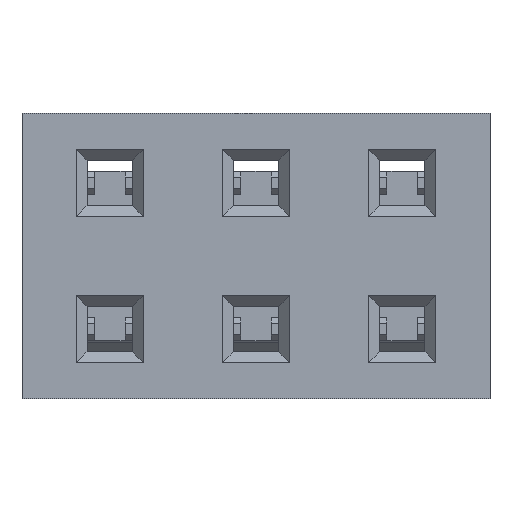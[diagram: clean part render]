
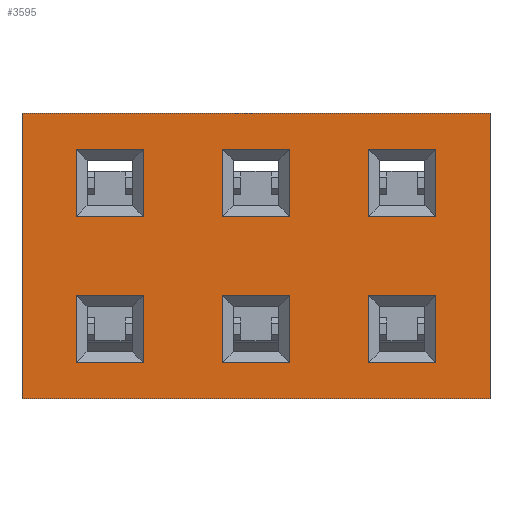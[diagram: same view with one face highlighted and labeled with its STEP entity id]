
A CAD part, front view. The second image highlights one B-rep face of the part: STEP entity #3595.
In plain terms, the highlighted face is planar.
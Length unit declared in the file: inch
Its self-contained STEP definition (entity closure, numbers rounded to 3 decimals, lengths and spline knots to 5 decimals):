
#217=FACE_BOUND('',#420,.T.);
#218=FACE_BOUND('',#421,.T.);
#219=FACE_BOUND('',#422,.T.);
#220=FACE_BOUND('',#423,.T.);
#221=FACE_BOUND('',#424,.T.);
#222=FACE_BOUND('',#425,.T.);
#235=FACE_OUTER_BOUND('',#419,.T.);
#419=EDGE_LOOP('',(#2421,#2422,#2423,#2424));
#420=EDGE_LOOP('',(#2425,#2426,#2427,#2428));
#421=EDGE_LOOP('',(#2429,#2430,#2431,#2432));
#422=EDGE_LOOP('',(#2433,#2434,#2435,#2436));
#423=EDGE_LOOP('',(#2437,#2438,#2439,#2440));
#424=EDGE_LOOP('',(#2441,#2442,#2443,#2444));
#425=EDGE_LOOP('',(#2445,#2446,#2447,#2448));
#611=LINE('',#4986,#1079);
#615=LINE('',#4993,#1083);
#616=LINE('',#4996,#1084);
#620=LINE('',#5002,#1088);
#626=LINE('',#5016,#1094);
#627=LINE('',#5018,#1095);
#628=LINE('',#5020,#1096);
#629=LINE('',#5021,#1097);
#630=LINE('',#5024,#1098);
#631=LINE('',#5026,#1099);
#632=LINE('',#5028,#1100);
#633=LINE('',#5029,#1101);
#634=LINE('',#5032,#1102);
#635=LINE('',#5034,#1103);
#636=LINE('',#5036,#1104);
#637=LINE('',#5037,#1105);
#638=LINE('',#5040,#1106);
#639=LINE('',#5042,#1107);
#640=LINE('',#5044,#1108);
#641=LINE('',#5045,#1109);
#642=LINE('',#5048,#1110);
#643=LINE('',#5050,#1111);
#644=LINE('',#5052,#1112);
#645=LINE('',#5053,#1113);
#646=LINE('',#5056,#1114);
#647=LINE('',#5058,#1115);
#648=LINE('',#5060,#1116);
#649=LINE('',#5061,#1117);
#1079=VECTOR('',#4043,0.3937);
#1083=VECTOR('',#4049,0.3937);
#1084=VECTOR('',#4052,0.3937);
#1088=VECTOR('',#4058,0.3937);
#1094=VECTOR('',#4070,39.37008);
#1095=VECTOR('',#4071,39.37008);
#1096=VECTOR('',#4072,39.37008);
#1097=VECTOR('',#4073,39.37008);
#1098=VECTOR('',#4074,0.3937);
#1099=VECTOR('',#4075,0.3937);
#1100=VECTOR('',#4076,0.3937);
#1101=VECTOR('',#4077,0.3937);
#1102=VECTOR('',#4078,0.3937);
#1103=VECTOR('',#4079,0.3937);
#1104=VECTOR('',#4080,0.3937);
#1105=VECTOR('',#4081,0.3937);
#1106=VECTOR('',#4082,0.3937);
#1107=VECTOR('',#4083,0.3937);
#1108=VECTOR('',#4084,0.3937);
#1109=VECTOR('',#4085,0.3937);
#1110=VECTOR('',#4086,0.3937);
#1111=VECTOR('',#4087,0.3937);
#1112=VECTOR('',#4088,0.3937);
#1113=VECTOR('',#4089,0.3937);
#1114=VECTOR('',#4090,0.3937);
#1115=VECTOR('',#4091,0.3937);
#1116=VECTOR('',#4092,0.3937);
#1117=VECTOR('',#4093,0.3937);
#1547=VERTEX_POINT('',#4983);
#1548=VERTEX_POINT('',#4985);
#1550=VERTEX_POINT('',#4991);
#1551=VERTEX_POINT('',#4995);
#1556=VERTEX_POINT('',#5014);
#1557=VERTEX_POINT('',#5015);
#1558=VERTEX_POINT('',#5017);
#1559=VERTEX_POINT('',#5019);
#1560=VERTEX_POINT('',#5022);
#1561=VERTEX_POINT('',#5023);
#1562=VERTEX_POINT('',#5025);
#1563=VERTEX_POINT('',#5027);
#1564=VERTEX_POINT('',#5030);
#1565=VERTEX_POINT('',#5031);
#1566=VERTEX_POINT('',#5033);
#1567=VERTEX_POINT('',#5035);
#1568=VERTEX_POINT('',#5038);
#1569=VERTEX_POINT('',#5039);
#1570=VERTEX_POINT('',#5041);
#1571=VERTEX_POINT('',#5043);
#1572=VERTEX_POINT('',#5046);
#1573=VERTEX_POINT('',#5047);
#1574=VERTEX_POINT('',#5049);
#1575=VERTEX_POINT('',#5051);
#1576=VERTEX_POINT('',#5054);
#1577=VERTEX_POINT('',#5055);
#1578=VERTEX_POINT('',#5057);
#1579=VERTEX_POINT('',#5059);
#1883=EDGE_CURVE('',#1547,#1548,#611,.T.);
#1887=EDGE_CURVE('',#1550,#1547,#615,.T.);
#1888=EDGE_CURVE('',#1548,#1551,#616,.T.);
#1892=EDGE_CURVE('',#1551,#1550,#620,.T.);
#1898=EDGE_CURVE('',#1556,#1557,#626,.T.);
#1899=EDGE_CURVE('',#1557,#1558,#627,.T.);
#1900=EDGE_CURVE('',#1558,#1559,#628,.T.);
#1901=EDGE_CURVE('',#1559,#1556,#629,.T.);
#1902=EDGE_CURVE('',#1560,#1561,#630,.T.);
#1903=EDGE_CURVE('',#1562,#1560,#631,.T.);
#1904=EDGE_CURVE('',#1563,#1562,#632,.T.);
#1905=EDGE_CURVE('',#1561,#1563,#633,.T.);
#1906=EDGE_CURVE('',#1564,#1565,#634,.T.);
#1907=EDGE_CURVE('',#1566,#1564,#635,.T.);
#1908=EDGE_CURVE('',#1567,#1566,#636,.T.);
#1909=EDGE_CURVE('',#1565,#1567,#637,.T.);
#1910=EDGE_CURVE('',#1568,#1569,#638,.T.);
#1911=EDGE_CURVE('',#1570,#1568,#639,.T.);
#1912=EDGE_CURVE('',#1571,#1570,#640,.T.);
#1913=EDGE_CURVE('',#1569,#1571,#641,.T.);
#1914=EDGE_CURVE('',#1572,#1573,#642,.T.);
#1915=EDGE_CURVE('',#1574,#1572,#643,.T.);
#1916=EDGE_CURVE('',#1575,#1574,#644,.T.);
#1917=EDGE_CURVE('',#1573,#1575,#645,.T.);
#1918=EDGE_CURVE('',#1576,#1577,#646,.T.);
#1919=EDGE_CURVE('',#1578,#1576,#647,.T.);
#1920=EDGE_CURVE('',#1579,#1578,#648,.T.);
#1921=EDGE_CURVE('',#1577,#1579,#649,.T.);
#2421=ORIENTED_EDGE('',*,*,#1898,.T.);
#2422=ORIENTED_EDGE('',*,*,#1899,.T.);
#2423=ORIENTED_EDGE('',*,*,#1900,.T.);
#2424=ORIENTED_EDGE('',*,*,#1901,.T.);
#2425=ORIENTED_EDGE('',*,*,#1902,.F.);
#2426=ORIENTED_EDGE('',*,*,#1903,.F.);
#2427=ORIENTED_EDGE('',*,*,#1904,.F.);
#2428=ORIENTED_EDGE('',*,*,#1905,.F.);
#2429=ORIENTED_EDGE('',*,*,#1906,.F.);
#2430=ORIENTED_EDGE('',*,*,#1907,.F.);
#2431=ORIENTED_EDGE('',*,*,#1908,.F.);
#2432=ORIENTED_EDGE('',*,*,#1909,.F.);
#2433=ORIENTED_EDGE('',*,*,#1910,.F.);
#2434=ORIENTED_EDGE('',*,*,#1911,.F.);
#2435=ORIENTED_EDGE('',*,*,#1912,.F.);
#2436=ORIENTED_EDGE('',*,*,#1913,.F.);
#2437=ORIENTED_EDGE('',*,*,#1914,.F.);
#2438=ORIENTED_EDGE('',*,*,#1915,.F.);
#2439=ORIENTED_EDGE('',*,*,#1916,.F.);
#2440=ORIENTED_EDGE('',*,*,#1917,.F.);
#2441=ORIENTED_EDGE('',*,*,#1918,.F.);
#2442=ORIENTED_EDGE('',*,*,#1919,.F.);
#2443=ORIENTED_EDGE('',*,*,#1920,.F.);
#2444=ORIENTED_EDGE('',*,*,#1921,.F.);
#2445=ORIENTED_EDGE('',*,*,#1883,.F.);
#2446=ORIENTED_EDGE('',*,*,#1887,.F.);
#2447=ORIENTED_EDGE('',*,*,#1892,.F.);
#2448=ORIENTED_EDGE('',*,*,#1888,.F.);
#3435=PLANE('',#3806);
#3595=ADVANCED_FACE('',(#235,#217,#218,#219,#220,#221,#222),#3435,.T.);
#3806=AXIS2_PLACEMENT_3D('',#5013,#4068,#4069);
#4043=DIRECTION('',(0.,0.,-1.));
#4049=DIRECTION('',(1.,0.,0.));
#4052=DIRECTION('',(-1.,0.,0.));
#4058=DIRECTION('',(0.,0.,1.));
#4068=DIRECTION('center_axis',(0.,1.,0.));
#4069=DIRECTION('ref_axis',(0.,0.,1.));
#4070=DIRECTION('',(-1.,0.,0.));
#4071=DIRECTION('',(0.,0.,1.));
#4072=DIRECTION('',(1.,0.,0.));
#4073=DIRECTION('',(0.,0.,-1.));
#4074=DIRECTION('',(-1.,0.,0.));
#4075=DIRECTION('',(0.,0.,-1.));
#4076=DIRECTION('',(1.,0.,0.));
#4077=DIRECTION('',(0.,0.,1.));
#4078=DIRECTION('',(0.,0.,-1.));
#4079=DIRECTION('',(1.,0.,0.));
#4080=DIRECTION('',(0.,0.,1.));
#4081=DIRECTION('',(-1.,0.,0.));
#4082=DIRECTION('',(0.,0.,-1.));
#4083=DIRECTION('',(1.,0.,0.));
#4084=DIRECTION('',(0.,0.,1.));
#4085=DIRECTION('',(-1.,0.,0.));
#4086=DIRECTION('',(-1.,0.,0.));
#4087=DIRECTION('',(0.,0.,-1.));
#4088=DIRECTION('',(1.,0.,0.));
#4089=DIRECTION('',(0.,0.,1.));
#4090=DIRECTION('',(-1.,0.,0.));
#4091=DIRECTION('',(0.,0.,-1.));
#4092=DIRECTION('',(1.,0.,0.));
#4093=DIRECTION('',(0.,0.,1.));
#4983=CARTESIAN_POINT('',(0.023,0.335,0.073));
#4985=CARTESIAN_POINT('',(0.023,0.335,0.027));
#4986=CARTESIAN_POINT('',(0.023,0.335,0.03275));
#4991=CARTESIAN_POINT('',(-0.023,0.335,0.073));
#4993=CARTESIAN_POINT('',(-0.00775,0.335,0.073));
#4995=CARTESIAN_POINT('',(-0.023,0.335,0.027));
#4996=CARTESIAN_POINT('',(0.00775,0.335,0.027));
#5002=CARTESIAN_POINT('',(-0.023,0.335,0.01725));
#5013=CARTESIAN_POINT('Origin',(0.,0.335,0.));
#5014=CARTESIAN_POINT('',(0.16,0.335,-0.0975));
#5015=CARTESIAN_POINT('',(-0.16,0.335,-0.0975));
#5016=CARTESIAN_POINT('',(0.16,0.335,-0.0975));
#5017=CARTESIAN_POINT('',(-0.16,0.335,0.0975));
#5018=CARTESIAN_POINT('',(-0.16,0.335,-0.0975));
#5019=CARTESIAN_POINT('',(0.16,0.335,0.0975));
#5020=CARTESIAN_POINT('',(-0.16,0.335,0.0975));
#5021=CARTESIAN_POINT('',(0.16,0.335,0.0975));
#5022=CARTESIAN_POINT('',(0.123,0.335,0.027));
#5023=CARTESIAN_POINT('',(0.077,0.335,0.027));
#5024=CARTESIAN_POINT('',(0.05775,0.335,0.027));
#5025=CARTESIAN_POINT('',(0.123,0.335,0.073));
#5026=CARTESIAN_POINT('',(0.123,0.335,0.03275));
#5027=CARTESIAN_POINT('',(0.077,0.335,0.073));
#5028=CARTESIAN_POINT('',(0.04225,0.335,0.073));
#5029=CARTESIAN_POINT('',(0.077,0.335,0.01725));
#5030=CARTESIAN_POINT('',(0.023,0.335,-0.027));
#5031=CARTESIAN_POINT('',(0.023,0.335,-0.073));
#5032=CARTESIAN_POINT('',(0.023,0.335,-0.01725));
#5033=CARTESIAN_POINT('',(-0.023,0.335,-0.027));
#5034=CARTESIAN_POINT('',(-0.00775,0.335,-0.027));
#5035=CARTESIAN_POINT('',(-0.023,0.335,-0.073));
#5036=CARTESIAN_POINT('',(-0.023,0.335,-0.03275));
#5037=CARTESIAN_POINT('',(0.00775,0.335,-0.073));
#5038=CARTESIAN_POINT('',(-0.077,0.335,-0.027));
#5039=CARTESIAN_POINT('',(-0.077,0.335,-0.073));
#5040=CARTESIAN_POINT('',(-0.077,0.335,-0.01725));
#5041=CARTESIAN_POINT('',(-0.123,0.335,-0.027));
#5042=CARTESIAN_POINT('',(-0.05775,0.335,-0.027));
#5043=CARTESIAN_POINT('',(-0.123,0.335,-0.073));
#5044=CARTESIAN_POINT('',(-0.123,0.335,-0.03275));
#5045=CARTESIAN_POINT('',(-0.04225,0.335,-0.073));
#5046=CARTESIAN_POINT('',(-0.077,0.335,0.027));
#5047=CARTESIAN_POINT('',(-0.123,0.335,0.027));
#5048=CARTESIAN_POINT('',(-0.04225,0.335,0.027));
#5049=CARTESIAN_POINT('',(-0.077,0.335,0.073));
#5050=CARTESIAN_POINT('',(-0.077,0.335,0.03275));
#5051=CARTESIAN_POINT('',(-0.123,0.335,0.073));
#5052=CARTESIAN_POINT('',(-0.05775,0.335,0.073));
#5053=CARTESIAN_POINT('',(-0.123,0.335,0.01725));
#5054=CARTESIAN_POINT('',(0.123,0.335,-0.073));
#5055=CARTESIAN_POINT('',(0.077,0.335,-0.073));
#5056=CARTESIAN_POINT('',(0.05775,0.335,-0.073));
#5057=CARTESIAN_POINT('',(0.123,0.335,-0.027));
#5058=CARTESIAN_POINT('',(0.123,0.335,-0.01725));
#5059=CARTESIAN_POINT('',(0.077,0.335,-0.027));
#5060=CARTESIAN_POINT('',(0.04225,0.335,-0.027));
#5061=CARTESIAN_POINT('',(0.077,0.335,-0.03275));
